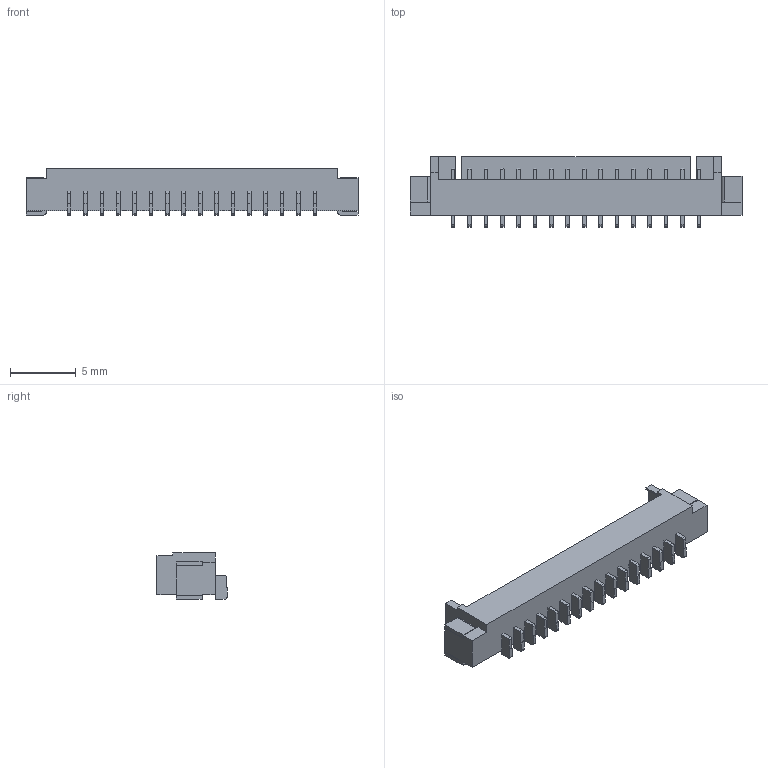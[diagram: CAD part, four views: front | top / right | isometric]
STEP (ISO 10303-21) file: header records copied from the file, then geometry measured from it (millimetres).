
FILE_DESCRIPTION(/* description */ ('Unknown'),/* implementation_level */ '2;1');
FILE_NAME(/* name */ 'JST - GH - SMD (R) - 16Pin - 1.25mm',/* time_stamp */ '2018-11-26T14:03:49-05:00',/* author */ ('Unknown'),/* organization */ ('Unknown'),/* preprocessor_version */ 'ST-DEVELOPER v16.7',/* originating_system */ 'DEX',/* authorisation */ $);
FILE_SCHEMA (('AUTOMOTIVE_DESIGN {1 0 10303 214 3 1 1}'));
Length unit declared in the file: millimetre
Products named in the file (1): JST - GH - SMD (R) - 16Pin - 1.25mm
Bounding box: 25.33 x 5.35 x 3.53 mm (x, y, z)
Volume: 149.7 mm3; surface area: 677.3 mm2
Topology: 3 solids, 23 shells, 607 faces, 1521 edges, 992 vertices
Faces by surface type: plane 523, cylinder 44, bspline 40
Entity records: 23057 total; most frequent: CARTESIAN_POINT 5037, ORIENTED_EDGE 3034, DIRECTION 2477, EDGE_CURVE 1517, LINE 1161, VECTOR 1161, VERTEX_POINT 992, AXIS2_PLACEMENT_3D 658
